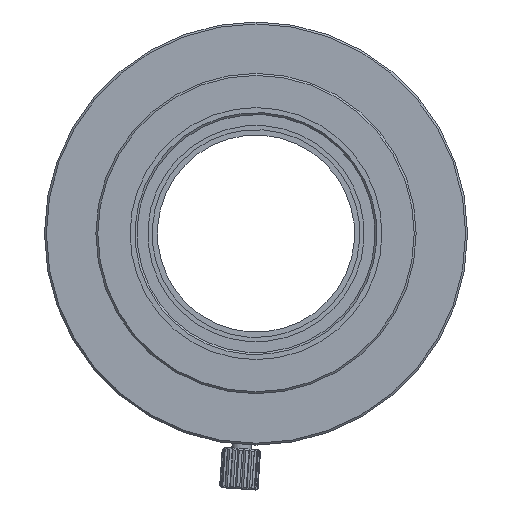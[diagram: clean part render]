
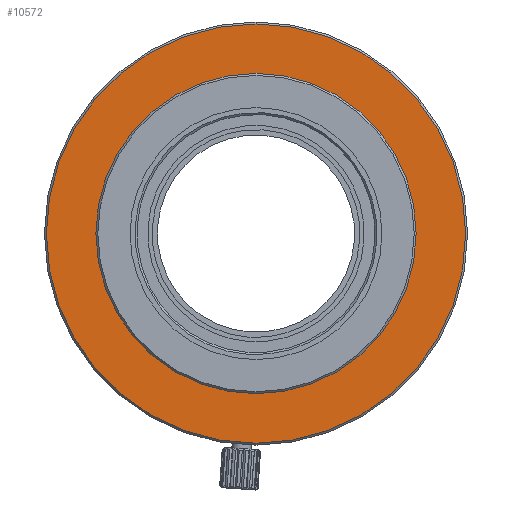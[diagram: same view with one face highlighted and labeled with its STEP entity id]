
A CAD part, left-side view. The second image highlights one B-rep face of the part: STEP entity #10572.
In plain terms, the highlighted planar face has unit normal (-1, 0, 0).
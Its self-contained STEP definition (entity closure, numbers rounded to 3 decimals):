
#1745 = ORIENTED_EDGE ( 'NONE', *, *, #19174, .T. ) ;
#4649 = DIRECTION ( 'NONE',  ( -1., 0., 0. ) ) ;
#5359 = FACE_OUTER_BOUND ( 'NONE', #14204, .T. ) ;
#6804 = CARTESIAN_POINT ( 'NONE',  ( 1.758, 10.924, 15.719 ) ) ;
#10572 = ADVANCED_FACE ( 'NONE', ( #23759, #5359 ), #16042, .T. ) ;
#11190 = CARTESIAN_POINT ( 'NONE',  ( 1.758, 47.91, 15.719 ) ) ;
#13071 = DIRECTION ( 'NONE',  ( 0., 0., 1. ) ) ;
#14204 = EDGE_LOOP ( 'NONE', ( #18875 ) ) ;
#14548 = EDGE_CURVE ( 'NONE', #32042, #32042, #14808, .T. ) ;
#14808 = CIRCLE ( 'NONE', #23772, 21.8 ) ;
#16042 = PLANE ( 'NONE',  #20164 ) ;
#16795 = DIRECTION ( 'NONE',  ( 0., -1., 0. ) ) ;
#17966 = CARTESIAN_POINT ( 'NONE',  ( 1.758, 26.11, 15.719 ) ) ;
#18875 = ORIENTED_EDGE ( 'NONE', *, *, #14548, .T. ) ;
#19174 = EDGE_CURVE ( 'NONE', #22202, #22202, #30186, .T. ) ;
#20164 = AXIS2_PLACEMENT_3D ( 'NONE', #21128, #31808, #13071 ) ;
#21128 = CARTESIAN_POINT ( 'NONE',  ( 1.758, 26.11, 15.719 ) ) ;
#22202 = VERTEX_POINT ( 'NONE', #6804 ) ;
#23759 = FACE_BOUND ( 'NONE', #25013, .T. ) ;
#23772 = AXIS2_PLACEMENT_3D ( 'NONE', #17966, #4649, #33894 ) ;
#24846 = CARTESIAN_POINT ( 'NONE',  ( 1.758, 26.11, 15.719 ) ) ;
#25013 = EDGE_LOOP ( 'NONE', ( #1745 ) ) ;
#30186 = CIRCLE ( 'NONE', #34663, 15.186 ) ;
#31808 = DIRECTION ( 'NONE',  ( -1., 0., 0. ) ) ;
#32042 = VERTEX_POINT ( 'NONE', #11190 ) ;
#32885 = DIRECTION ( 'NONE',  ( 1., 0., 0. ) ) ;
#33894 = DIRECTION ( 'NONE',  ( 0., 1., 0. ) ) ;
#34663 = AXIS2_PLACEMENT_3D ( 'NONE', #24846, #32885, #16795 ) ;
